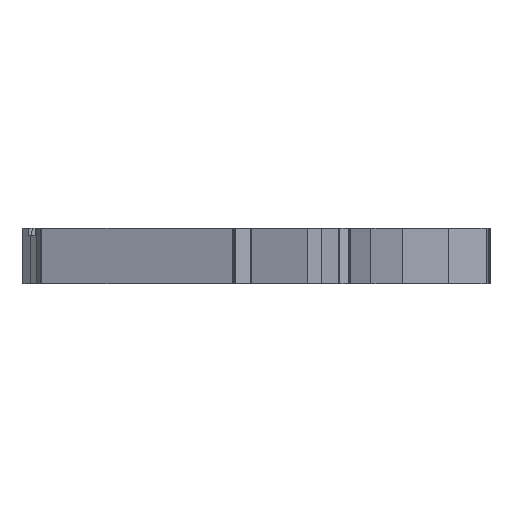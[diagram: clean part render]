
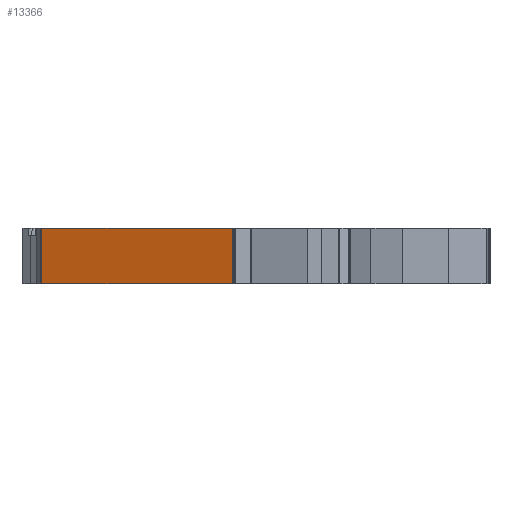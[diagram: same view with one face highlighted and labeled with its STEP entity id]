
A CAD part, left-side view. The second image highlights one B-rep face of the part: STEP entity #13366.
In plain terms, the highlighted planar face has unit normal (-0.938, 0.348, 0).
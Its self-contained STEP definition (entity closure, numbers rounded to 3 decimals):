
#40=FACE_OUTER_BOUND('',#708,.T.);
#708=EDGE_LOOP('',(#9796,#9797,#9798,#9799));
#1380=LINE('',#18092,#3378);
#2382=LINE('',#20096,#4380);
#2413=LINE('',#20157,#4411);
#2414=LINE('',#20159,#4412);
#3378=VECTOR('',#14734,10.);
#4380=VECTOR('',#15738,10.);
#4411=VECTOR('',#15801,10.);
#4412=VECTOR('',#15804,10.);
#5373=VERTEX_POINT('',#18089);
#5374=VERTEX_POINT('',#18091);
#6374=VERTEX_POINT('',#20093);
#6375=VERTEX_POINT('',#20095);
#6708=EDGE_CURVE('',#5373,#5374,#1380,.T.);
#7710=EDGE_CURVE('',#6375,#6374,#2382,.T.);
#7741=EDGE_CURVE('',#5373,#6375,#2413,.T.);
#7742=EDGE_CURVE('',#5374,#6374,#2414,.T.);
#9796=ORIENTED_EDGE('',*,*,#7741,.T.);
#9797=ORIENTED_EDGE('',*,*,#7710,.T.);
#9798=ORIENTED_EDGE('',*,*,#7742,.F.);
#9799=ORIENTED_EDGE('',*,*,#6708,.F.);
#12698=PLANE('',#14049);
#13366=ADVANCED_FACE('',(#40),#12698,.T.);
#14049=AXIS2_PLACEMENT_3D('',#20158,#15802,#15803);
#14734=DIRECTION('',(0.348,0.938,0.));
#15738=DIRECTION('',(0.348,0.938,0.));
#15801=DIRECTION('',(0.,0.,1.));
#15802=DIRECTION('center_axis',(-0.938,0.348,0.));
#15803=DIRECTION('ref_axis',(0.,0.,1.));
#15804=DIRECTION('',(0.,0.,1.));
#18089=CARTESIAN_POINT('',(17.613,-97.405,0.));
#18091=CARTESIAN_POINT('',(37.016,-45.078,0.));
#18092=CARTESIAN_POINT('',(17.613,-97.405,0.));
#20093=CARTESIAN_POINT('',(37.016,-45.078,15.24));
#20095=CARTESIAN_POINT('',(17.613,-97.405,15.24));
#20096=CARTESIAN_POINT('',(17.613,-97.405,15.24));
#20157=CARTESIAN_POINT('',(17.613,-97.405,0.));
#20158=CARTESIAN_POINT('Origin',(27.314,-71.242,15.24));
#20159=CARTESIAN_POINT('',(37.016,-45.078,0.));
